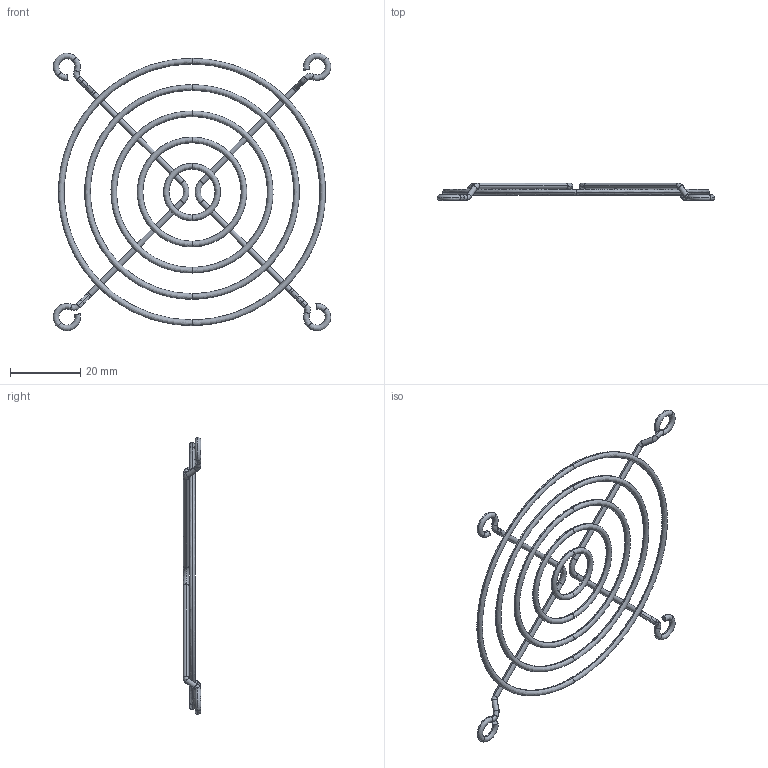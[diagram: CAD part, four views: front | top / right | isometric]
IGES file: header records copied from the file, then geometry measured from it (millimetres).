
Start section: SolidWorks IGES file using analytic representation for surfaces
Global section: file name: SC80-W11.IGS; native system: SolidWorks 2007; preprocessor: SolidWorks 2007; author: umeshp; date: 101006.171803; units: millimetre
Bounding box: 79.28 x 5 x 79.27 mm (x, y, z)
Surface area: 4847.1 mm2 (no closed solid volume)
Topology: 0 solids, 0 shells, 92 faces, 448 edges, 448 vertices
Faces by surface type: bspline 72, revolution 20
